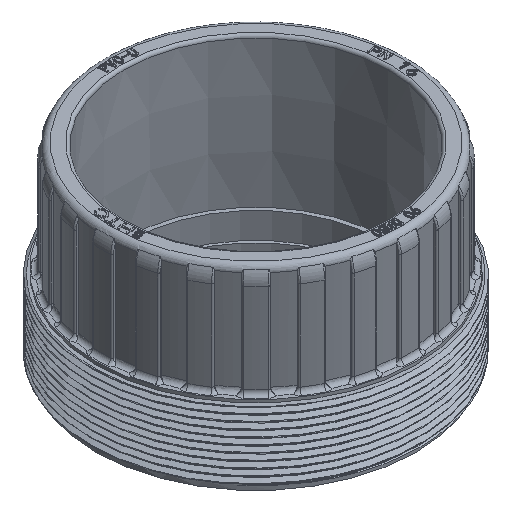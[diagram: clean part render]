
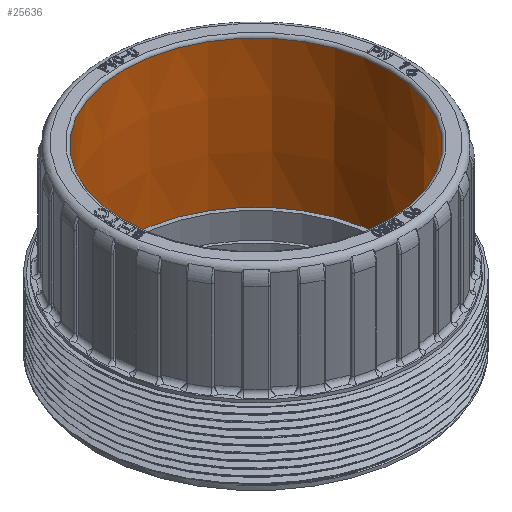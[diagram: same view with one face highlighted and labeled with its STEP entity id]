
A CAD part, isometric view. The second image highlights one B-rep face of the part: STEP entity #25636.
In plain terms, the highlighted conical face has half-angle 0.449 degrees and reference radius 45.275 mm.
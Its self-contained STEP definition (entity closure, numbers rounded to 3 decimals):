
#24=CONICAL_SURFACE('',#27400,45.275,0.008);
#1587=FACE_OUTER_BOUND('',#3005,.T.);
#3005=EDGE_LOOP('',(#19291,#19292,#19293,#19294));
#4500=CIRCLE('',#27398,45.267);
#4502=CIRCLE('',#27401,44.875);
#5662=LINE('',#50474,#8745);
#8745=VECTOR('',#30625,45.275);
#12160=VERTEX_POINT('',#50468);
#12161=VERTEX_POINT('',#50472);
#14923=EDGE_CURVE('',#12160,#12160,#4500,.T.);
#14925=EDGE_CURVE('',#12161,#12161,#4502,.T.);
#14926=EDGE_CURVE('',#12161,#12160,#5662,.T.);
#19291=ORIENTED_EDGE('',*,*,#14925,.T.);
#19292=ORIENTED_EDGE('',*,*,#14926,.T.);
#19293=ORIENTED_EDGE('',*,*,#14923,.T.);
#19294=ORIENTED_EDGE('',*,*,#14926,.F.);
#25636=ADVANCED_FACE('',(#1587),#24,.F.);
#27398=AXIS2_PLACEMENT_3D('',#50469,#30617,#30618);
#27400=AXIS2_PLACEMENT_3D('',#50471,#30621,#30622);
#27401=AXIS2_PLACEMENT_3D('',#50473,#30623,#30624);
#30617=DIRECTION('center_axis',(0.,0.,1.));
#30618=DIRECTION('ref_axis',(1.,0.,0.));
#30621=DIRECTION('center_axis',(0.,0.,1.));
#30622=DIRECTION('ref_axis',(1.,0.,0.));
#30623=DIRECTION('center_axis',(0.,0.,-1.));
#30624=DIRECTION('ref_axis',(1.,0.,0.));
#30625=DIRECTION('',(-0.008,0.,1.));
#50468=CARTESIAN_POINT('',(-45.267,0.,63.608));
#50469=CARTESIAN_POINT('Origin',(0.,0.,63.608));
#50471=CARTESIAN_POINT('Origin',(0.,0.,64.6));
#50472=CARTESIAN_POINT('',(-44.875,0.,13.6));
#50473=CARTESIAN_POINT('Origin',(0.,0.,13.6));
#50474=CARTESIAN_POINT('',(-45.275,0.,64.6));
